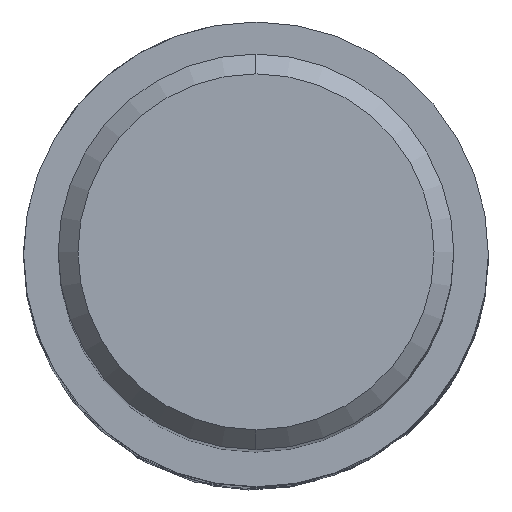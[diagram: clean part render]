
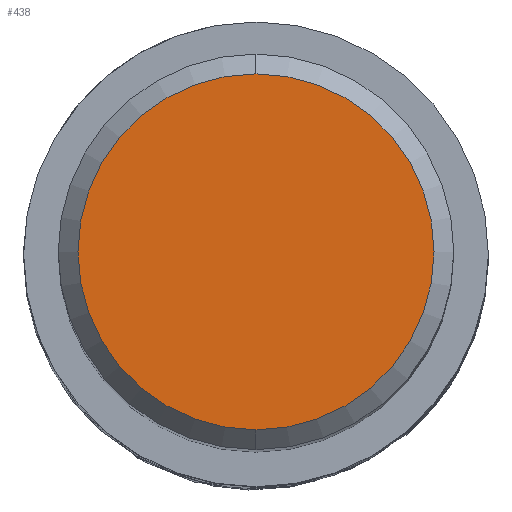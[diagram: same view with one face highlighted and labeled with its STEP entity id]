
A CAD part, top view. The second image highlights one B-rep face of the part: STEP entity #438.
In plain terms, the highlighted planar face has unit normal (0, 0, 1).
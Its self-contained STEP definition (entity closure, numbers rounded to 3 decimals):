
#338=EDGE_CURVE('',#554,#388,#877,.T.);
#388=VERTEX_POINT('',#928);
#438=ADVANCED_FACE('',(#984),#985,.T.);
#508=EDGE_CURVE('',#388,#554,#1061,.T.);
#554=VERTEX_POINT('',#1111);
#877=CIRCLE('',#1598,5.4);
#928=CARTESIAN_POINT('',(0.0,5.4,0.0));
#984=FACE_OUTER_BOUND('',#2341,.T.);
#985=PLANE('',#2342);
#1061=CIRCLE('',#3109,5.4);
#1111=CARTESIAN_POINT('',(0.,-5.4,0.0));
#1598=AXIS2_PLACEMENT_3D('',#5165,#5166,#5167);
#2341=EDGE_LOOP('',(#5257,#5258));
#2342=AXIS2_PLACEMENT_3D('',#5259,#5260,#5261);
#3109=AXIS2_PLACEMENT_3D('',#5330,#5331,#5332);
#5165=CARTESIAN_POINT('',(0.0,0.0,0.0));
#5166=DIRECTION('',(0.0,0.0,-1.0));
#5167=DIRECTION('',(0.0,1.0,0.0));
#5257=ORIENTED_EDGE('',*,*,#508,.F.);
#5258=ORIENTED_EDGE('',*,*,#338,.F.);
#5259=CARTESIAN_POINT('',(0.0,2.7,0.0));
#5260=DIRECTION('',(-0.0,0.0,1.0));
#5261=DIRECTION('',(0.0,-1.0,0.0));
#5330=CARTESIAN_POINT('',(0.0,0.0,0.0));
#5331=DIRECTION('',(0.0,0.0,-1.0));
#5332=DIRECTION('',(0.0,1.0,0.0));
